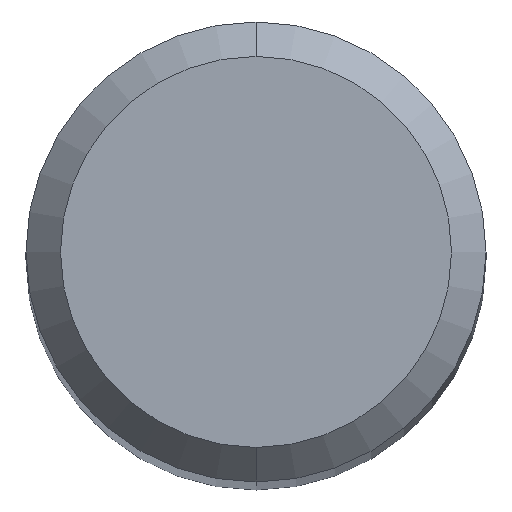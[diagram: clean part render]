
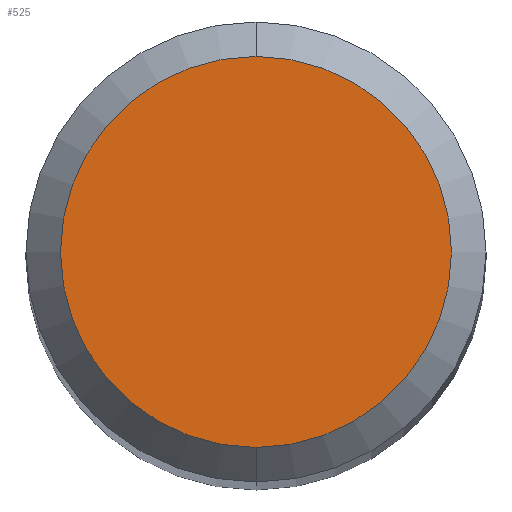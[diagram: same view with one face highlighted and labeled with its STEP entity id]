
A CAD part, top view. The second image highlights one B-rep face of the part: STEP entity #525.
In plain terms, the highlighted planar face has unit normal (0, 0, 1).
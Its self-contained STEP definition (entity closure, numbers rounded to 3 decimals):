
#391=VERTEX_POINT('',#1058);
#525=ADVANCED_FACE('',(#1205),#1206,.T.);
#703=VERTEX_POINT('',#1402);
#797=EDGE_CURVE('',#391,#703,#1503,.T.);
#953=EDGE_CURVE('',#703,#391,#1671,.T.);
#1058=CARTESIAN_POINT('',(0.0,1.7,0.0));
#1205=FACE_OUTER_BOUND('',#2496,.T.);
#1206=PLANE('',#2497);
#1402=CARTESIAN_POINT('',(0.,-1.7,0.0));
#1503=CIRCLE('',#3503,1.7);
#1671=CIRCLE('',#3998,1.7);
#2496=EDGE_LOOP('',(#4362,#4363));
#2497=AXIS2_PLACEMENT_3D('',#4364,#4365,#4366);
#3503=AXIS2_PLACEMENT_3D('',#4700,#4701,#4702);
#3998=AXIS2_PLACEMENT_3D('',#4850,#4851,#4852);
#4362=ORIENTED_EDGE('',*,*,#797,.F.);
#4363=ORIENTED_EDGE('',*,*,#953,.F.);
#4364=CARTESIAN_POINT('',(0.0,0.85,0.0));
#4365=DIRECTION('',(-0.0,0.0,1.0));
#4366=DIRECTION('',(0.0,-1.0,0.0));
#4700=CARTESIAN_POINT('',(0.0,0.0,0.0));
#4701=DIRECTION('',(0.0,0.0,-1.0));
#4702=DIRECTION('',(0.0,1.0,0.0));
#4850=CARTESIAN_POINT('',(0.0,0.0,0.0));
#4851=DIRECTION('',(0.0,0.0,-1.0));
#4852=DIRECTION('',(0.0,1.0,0.0));
